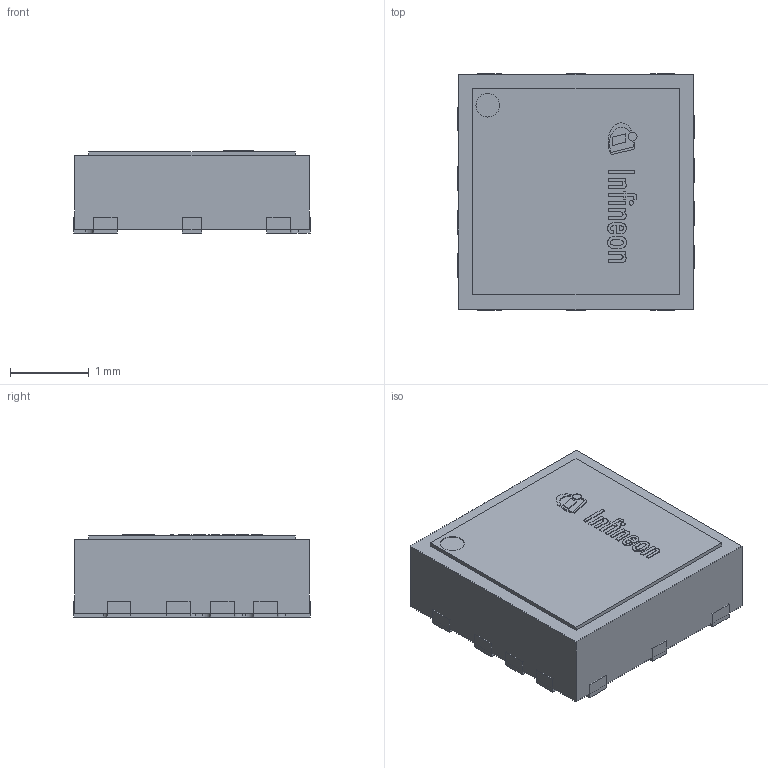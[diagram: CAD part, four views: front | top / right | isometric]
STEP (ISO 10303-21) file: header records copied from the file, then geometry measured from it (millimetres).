
FILE_DESCRIPTION(/* description */ (''),/* implementation_level */ '2;1');
FILE_NAME(/* name */ 'PG-TSON-4-3_Z8B00259167_V02_3D.stp',/* time_stamp */ '2024-12-05T11:18:15+05:30',/* author */ ('sivamani'),/* organization */ (''),/* preprocessor_version */ 'ST-DEVELOPER v19.2',/* originating_system */ 'AutoCAD Mechanical',/* authorisation */ '');
FILE_SCHEMA (('AUTOMOTIVE_DESIGN { 1 0 10303 214 3 1 1 }'));
Length unit declared in the file: millimetre
Products named in the file (1): Product
Bounding box: 3 x 3 x 1.04 mm (x, y, z)
Volume: 9.2 mm3; surface area: 54.4 mm2
Topology: 19 solids, 19 shells, 197 faces, 474 edges, 316 vertices
Faces by surface type: plane 157, cylinder 20, bspline 20
Full cylindrical faces by diameter (mm): 0.056 x1, 0.113 x1, 0.3 x2
Entity records: 5895 total; most frequent: CARTESIAN_POINT 1698, ORIENTED_EDGE 948, DIRECTION 732, EDGE_CURVE 474, VERTEX_POINT 316, LINE 296, VECTOR 296, AXIS2_PLACEMENT_3D 218
